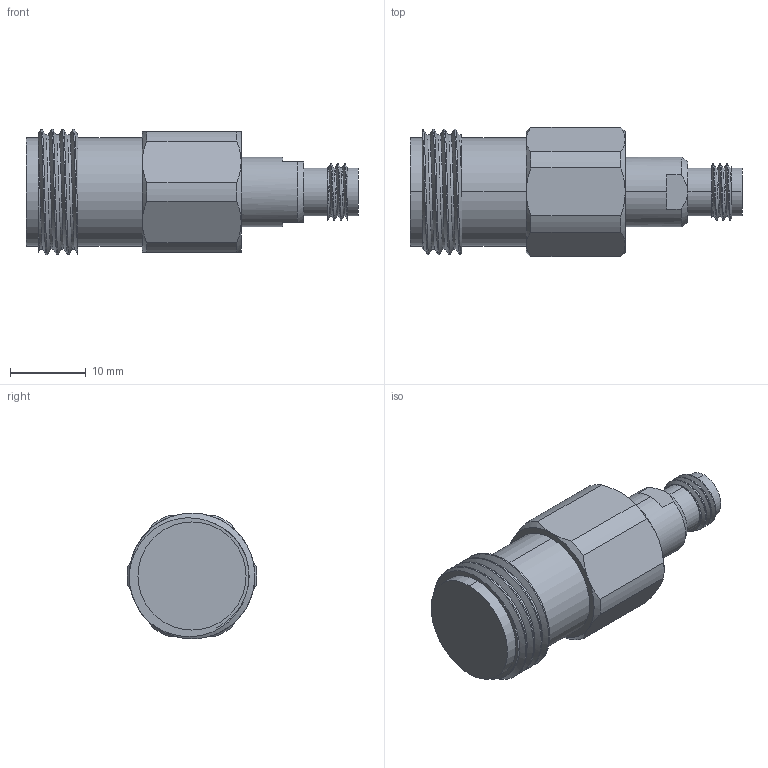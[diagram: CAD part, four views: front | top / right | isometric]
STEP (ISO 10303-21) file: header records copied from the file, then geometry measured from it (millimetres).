
FILE_DESCRIPTION (( 'STEP AP203' ), '1' );
FILE_NAME ('FMAD1331_3D.STEP', '2022-03-18T17:34:11', ( '' ), ( '' ), 'SwSTEP 2.0', 'SolidWorks 2021', '' );
FILE_SCHEMA (( 'CONFIG_CONTROL_DESIGN' ));
Length unit declared in the file: inch
Products named in the file (1): FMAD1331_3D
Bounding box: 43.69 x 17.06 x 16.54 mm (x, y, z)
Volume: 6157.5 mm3; surface area: 2454.3 mm2
Topology: 1 solids, 1 shells, 71 faces, 174 edges, 112 vertices
Faces by surface type: cylinder 32, plane 19, cone 14, bspline 6
Entity records: 5292 total; most frequent: CARTESIAN_POINT 3674, ORIENTED_EDGE 348, DIRECTION 288, EDGE_CURVE 174, AXIS2_PLACEMENT_3D 122, VERTEX_POINT 112, EDGE_LOOP 78, ADVANCED_FACE 71
